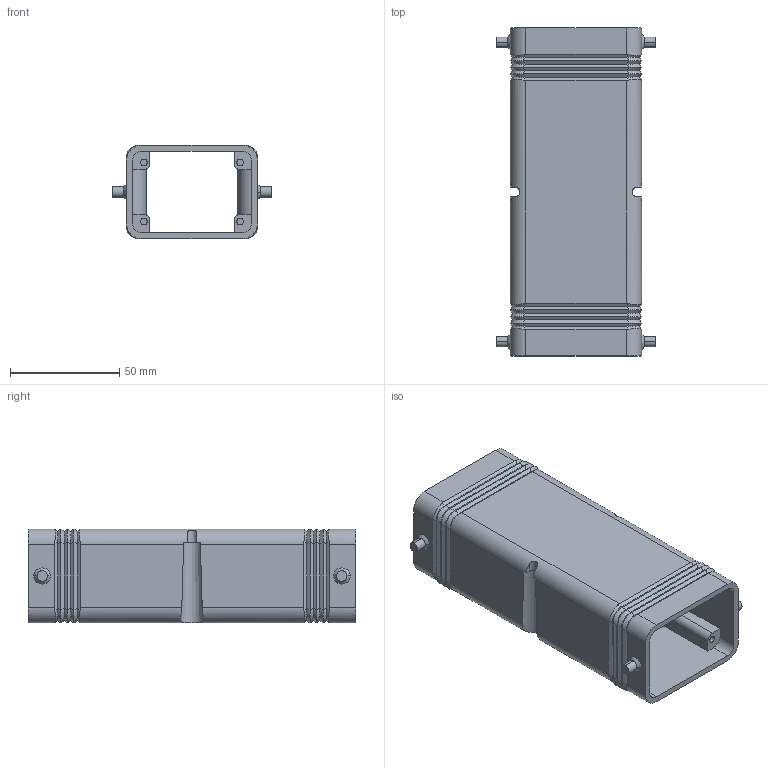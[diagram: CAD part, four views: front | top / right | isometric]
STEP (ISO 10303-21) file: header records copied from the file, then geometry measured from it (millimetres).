
FILE_DESCRIPTION(('Creo Elements/Direct Modeling STEP Export'),'2;1');
FILE_NAME('0ln7uvk4tikocor960','2019-11-05T 9:33:39',(''),(''),'Creo Elements/Direct Modeling STEP processor for AP214 (Solid Model)','Creo Elements/Direct Modeling 20.1B 02-Apr-2019 (C) Parametric Technology GmbH','');
FILE_SCHEMA(('AUTOMOTIVE_DESIGN { 1 0 10303 214 1 1 1 1 }'));
Length unit declared in the file: millimetre
Products named in the file (1): CYG_06H06
Bounding box: 73 x 150 x 43 mm (x, y, z)
Volume: 101723 mm3; surface area: 57219.5 mm2
Topology: 1 solids, 1 shells, 274 faces, 702 edges, 448 vertices
Faces by surface type: plane 134, cylinder 130, bspline 8, cone 2
Entity records: 14851 total; most frequent: CARTESIAN_POINT 5987, ORIENTED_EDGE 1404, DIRECTION 1357, EDGE_CURVE 702, AXIS2_PLACEMENT_3D 472, VERTEX_POINT 448, VECTOR 413, LINE 413
